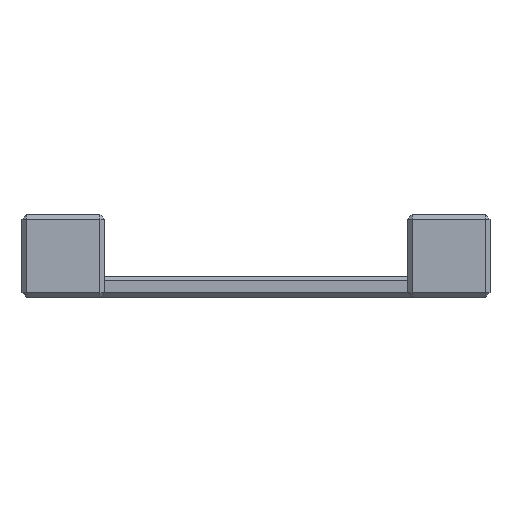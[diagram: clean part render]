
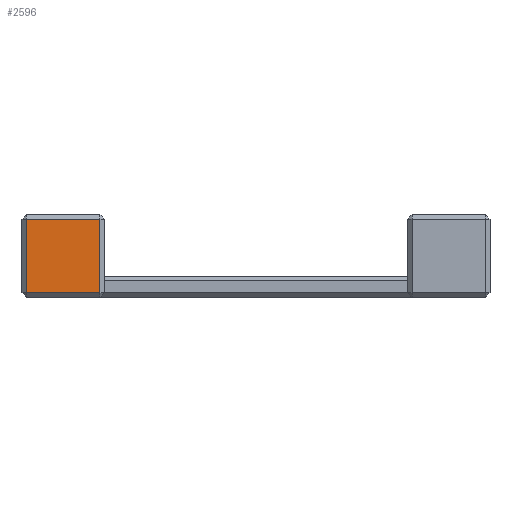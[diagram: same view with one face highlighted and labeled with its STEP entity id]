
A CAD part, front view. The second image highlights one B-rep face of the part: STEP entity #2596.
In plain terms, the highlighted planar face has unit normal (0, -1, 0).
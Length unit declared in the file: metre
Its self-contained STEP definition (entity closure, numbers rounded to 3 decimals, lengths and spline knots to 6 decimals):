
#183=ORIENTED_EDGE('',*,*,#897,.T.);
#184=ORIENTED_EDGE('',*,*,#898,.T.);
#185=ORIENTED_EDGE('',*,*,#899,.T.);
#186=ORIENTED_EDGE('',*,*,#900,.T.);
#897=EDGE_CURVE('',#1245,#1246,#1469,.T.);
#898=EDGE_CURVE('',#1246,#1247,#1470,.T.);
#899=EDGE_CURVE('',#1247,#1248,#1471,.T.);
#900=EDGE_CURVE('',#1248,#1245,#1472,.T.);
#1245=VERTEX_POINT('',#3924);
#1246=VERTEX_POINT('',#3925);
#1247=VERTEX_POINT('',#3927);
#1248=VERTEX_POINT('',#3929);
#1469=LINE('',#3923,#1837);
#1470=LINE('',#3926,#1838);
#1471=LINE('',#3928,#1839);
#1472=LINE('',#3930,#1840);
#1837=VECTOR('',#3120,1.);
#1838=VECTOR('',#3121,1.);
#1839=VECTOR('',#3122,1.);
#1840=VECTOR('',#3123,1.);
#2090=EDGE_LOOP('',(#183,#184,#185,#186));
#2264=FACE_BOUND('',#2090,.T.);
#2430=PLANE('',#2775);
#2596=ADVANCED_FACE('',(#2264),#2430,.T.);
#2775=AXIS2_PLACEMENT_3D('',#3922,#3118,#3119);
#3118=DIRECTION('',(0.,-1.,0.));
#3119=DIRECTION('',(0.,0.,-1.));
#3120=DIRECTION('',(-1.,0.,0.));
#3121=DIRECTION('',(0.,0.,-1.));
#3122=DIRECTION('',(1.,0.,0.));
#3123=DIRECTION('',(0.,0.,1.));
#3922=CARTESIAN_POINT('',(-0.05969,-0.08255,0.0254));
#3923=CARTESIAN_POINT('',(-0.05969,-0.08255,0.02413));
#3924=CARTESIAN_POINT('',(-0.04826,-0.08255,0.02413));
#3925=CARTESIAN_POINT('',(-0.07112,-0.08255,0.02413));
#3926=CARTESIAN_POINT('',(-0.07112,-0.08255,0.));
#3927=CARTESIAN_POINT('',(-0.07112,-0.08255,0.00127));
#3928=CARTESIAN_POINT('',(-0.04699,-0.08255,0.00127));
#3929=CARTESIAN_POINT('',(-0.04826,-0.08255,0.00127));
#3930=CARTESIAN_POINT('',(-0.04826,-0.08255,0.0254));
